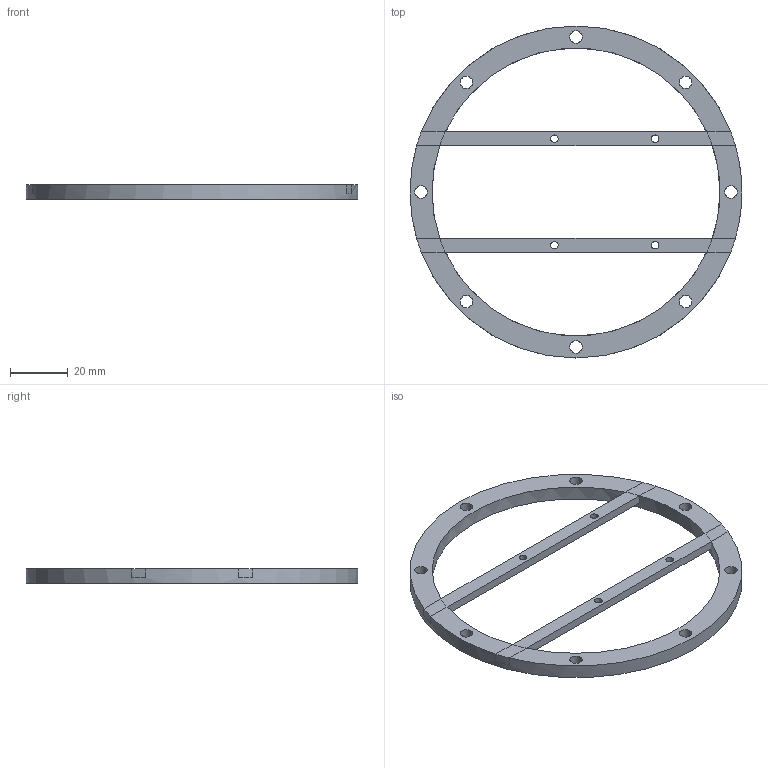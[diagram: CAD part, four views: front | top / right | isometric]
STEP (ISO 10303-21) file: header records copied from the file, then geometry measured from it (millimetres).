
FILE_DESCRIPTION(('FreeCAD Model'),'2;1');
FILE_NAME('Open CASCADE Shape Model','2023-11-15T18:18:48',('Author'),( ''),'Open CASCADE STEP processor 7.6','FreeCAD','Unknown');
FILE_SCHEMA(('AUTOMOTIVE_DESIGN { 1 0 10303 214 1 1 1 1 }'));
Length unit declared in the file: millimetre
Products named in the file (1): Stackmountring01
Bounding box: 115.32 x 115.32 x 5 mm (x, y, z)
Volume: 15094.9 mm3; surface area: 11832.7 mm2
Topology: 1 solids, 1 shells, 35 faces, 98 edges, 60 vertices
Faces by surface type: cylinder 18, plane 17
Full cylindrical faces by diameter (mm): 2.6 x4, 4.3 x8, 100 x1, 115.32 x1
Entity records: 2504 total; most frequent: CARTESIAN_POINT 486, DIRECTION 382, ORIENTED_EDGE 196, PCURVE 196, DEFINITIONAL_REPRESENTATION 196, LINE 166, VECTOR 166, EDGE_CURVE 98
